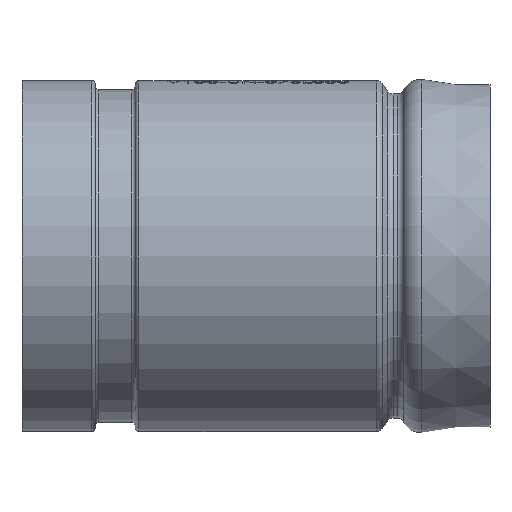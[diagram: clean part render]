
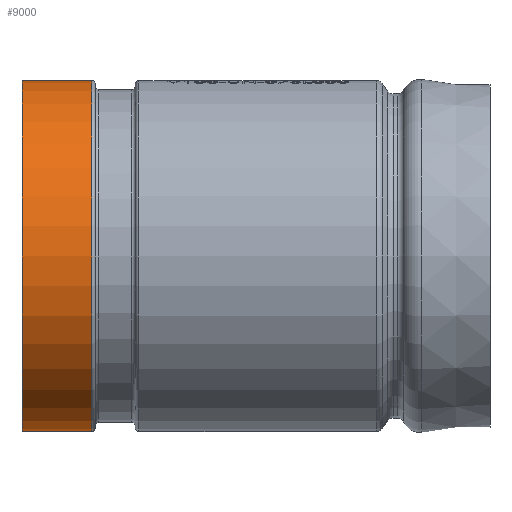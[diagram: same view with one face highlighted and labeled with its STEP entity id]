
A CAD part, front view. The second image highlights one B-rep face of the part: STEP entity #9000.
In plain terms, the highlighted cylindrical face has radius 38.1 mm (diameter 76.2 mm), a full revolution.
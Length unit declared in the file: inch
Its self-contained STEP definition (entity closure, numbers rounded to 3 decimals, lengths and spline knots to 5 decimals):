
#1113 = DIRECTION ( 'NONE',  ( 1., 0., 0. ) ) ;
#1369 = AXIS2_PLACEMENT_3D ( 'NONE', #10392, #9026, #11630 ) ;
#1414 = EDGE_CURVE ( 'NONE', #1450, #1450, #15256, .T. ) ;
#1450 = VERTEX_POINT ( 'NONE', #1968 ) ;
#1791 = EDGE_LOOP ( 'NONE', ( #2145 ) ) ;
#1861 = VERTEX_POINT ( 'NONE', #9745 ) ;
#1968 = CARTESIAN_POINT ( 'NONE',  ( 0., 0., -1.5 ) ) ;
#2145 = ORIENTED_EDGE ( 'NONE', *, *, #11359, .F. ) ;
#3724 = AXIS2_PLACEMENT_3D ( 'NONE', #8674, #1113, #9912 ) ;
#5664 = CYLINDRICAL_SURFACE ( 'NONE', #1369, 1.5 ) ;
#6089 = AXIS2_PLACEMENT_3D ( 'NONE', #11665, #14303, #10430 ) ;
#7683 = FACE_OUTER_BOUND ( 'NONE', #10543, .T. ) ;
#8201 = CIRCLE ( 'NONE', #3724, 1.5 ) ;
#8674 = CARTESIAN_POINT ( 'NONE',  ( 0.595, 0., 0. ) ) ;
#9000 = ADVANCED_FACE ( 'NONE', ( #7683, #11996 ), #5664, .T. ) ;
#9026 = DIRECTION ( 'NONE',  ( 1., 0., 0. ) ) ;
#9745 = CARTESIAN_POINT ( 'NONE',  ( 0.595, -1.5, 0. ) ) ;
#9912 = DIRECTION ( 'NONE',  ( 0., -1., 0. ) ) ;
#10392 = CARTESIAN_POINT ( 'NONE',  ( 0.3125, 0., 0. ) ) ;
#10430 = DIRECTION ( 'NONE',  ( 0., 0., -1. ) ) ;
#10543 = EDGE_LOOP ( 'NONE', ( #11724 ) ) ;
#11359 = EDGE_CURVE ( 'NONE', #1861, #1861, #8201, .T. ) ;
#11630 = DIRECTION ( 'NONE',  ( 0., 1., 0. ) ) ;
#11665 = CARTESIAN_POINT ( 'NONE',  ( 0., 0., 0. ) ) ;
#11724 = ORIENTED_EDGE ( 'NONE', *, *, #1414, .T. ) ;
#11996 = FACE_OUTER_BOUND ( 'NONE', #1791, .T. ) ;
#14303 = DIRECTION ( 'NONE',  ( 1., 0., 0. ) ) ;
#15256 = CIRCLE ( 'NONE', #6089, 1.5 ) ;
